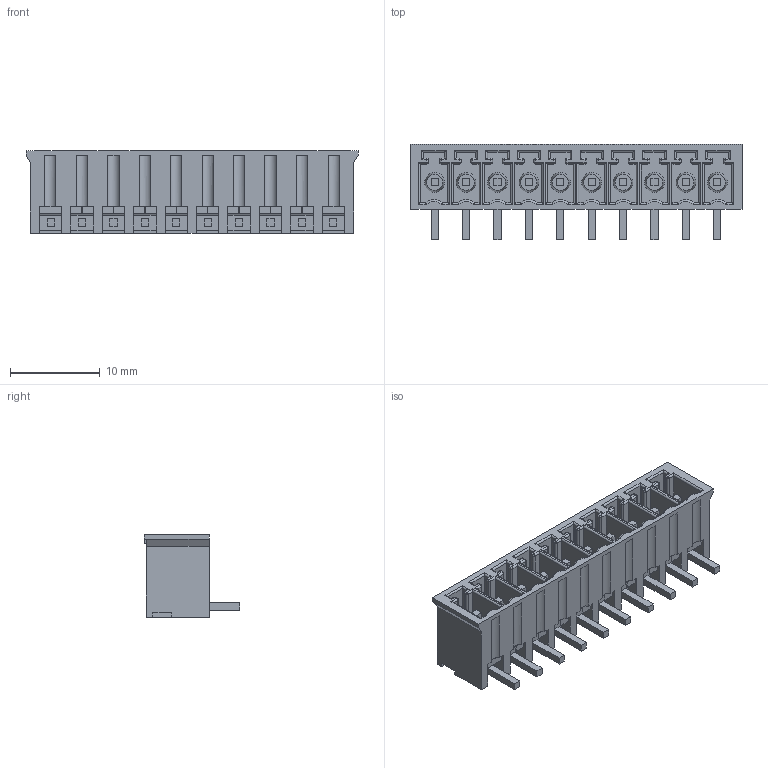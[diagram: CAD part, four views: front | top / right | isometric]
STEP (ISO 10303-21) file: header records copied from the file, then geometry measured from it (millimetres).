
FILE_DESCRIPTION((''),'2;1');
FILE_NAME('C-1-284512-0','2008-09-03T',('workeradm'),('Tyco Electronics Corporation'),'PRO/ENGINEER BY PARAMETRIC TECHNOLOGY CORPORATION, 2005450','PRO/ENGINEER BY PARAMETRIC TECHNOLOGY CORPORATION, 2005450','');
FILE_SCHEMA(('CONFIG_CONTROL_DESIGN', 'GEOMETRIC_VALIDATION_PROPERTIES_MIM'));
Length unit declared in the file: millimetre
Products named in the file (1): C-1-284512-0
Bounding box: 37 x 10.65 x 9.2 mm (x, y, z)
Volume: 1227 mm3; surface area: 3186.1 mm2
Topology: 1 solids, 1 shells, 832 faces, 2046 edges, 1256 vertices
Faces by surface type: plane 462, cylinder 280, sphere 60, cone 20, torus 10
Entity records: 24857 total; most frequent: CARTESIAN_POINT 5221, ORIENTED_EDGE 4092, DIRECTION 3922, EDGE_CURVE 2046, VECTOR 1538, LINE 1538, VERTEX_POINT 1256, AXIS2_PLACEMENT_3D 1192
